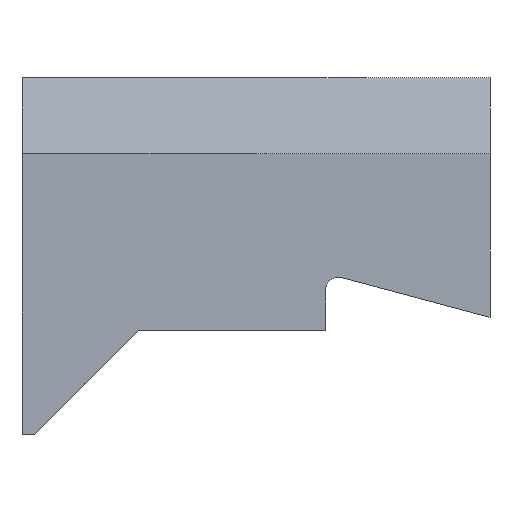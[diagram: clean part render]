
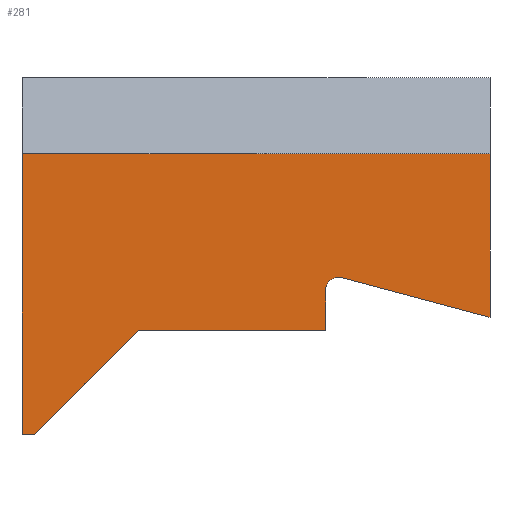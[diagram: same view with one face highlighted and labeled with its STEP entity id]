
A CAD part, front view. The second image highlights one B-rep face of the part: STEP entity #281.
In plain terms, the highlighted planar face has unit normal (0, -1, 0).
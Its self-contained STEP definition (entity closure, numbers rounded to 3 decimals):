
#281=ADVANCED_FACE('',(#330),#314,.F.);
#314=PLANE('',#915);
#330=FACE_OUTER_BOUND('',#358,.T.);
#358=EDGE_LOOP('',(#417,#418,#419,#420,#421,#422,#423,#424,#425));
#399=CIRCLE('',#914,0.5);
#417=ORIENTED_EDGE('',*,*,#665,.F.);
#418=ORIENTED_EDGE('',*,*,#666,.F.);
#419=ORIENTED_EDGE('',*,*,#667,.F.);
#420=ORIENTED_EDGE('',*,*,#668,.F.);
#421=ORIENTED_EDGE('',*,*,#669,.F.);
#422=ORIENTED_EDGE('',*,*,#670,.F.);
#423=ORIENTED_EDGE('',*,*,#671,.T.);
#424=ORIENTED_EDGE('',*,*,#672,.F.);
#425=ORIENTED_EDGE('',*,*,#673,.T.);
#603=VERTEX_POINT('',#1201);
#604=VERTEX_POINT('',#1202);
#605=VERTEX_POINT('',#1204);
#606=VERTEX_POINT('',#1206);
#607=VERTEX_POINT('',#1208);
#608=VERTEX_POINT('',#1210);
#609=VERTEX_POINT('',#1212);
#610=VERTEX_POINT('',#1214);
#611=VERTEX_POINT('',#1216);
#665=EDGE_CURVE('',#603,#604,#758,.T.);
#666=EDGE_CURVE('',#605,#603,#759,.T.);
#667=EDGE_CURVE('',#606,#605,#760,.T.);
#668=EDGE_CURVE('',#607,#606,#399,.T.);
#669=EDGE_CURVE('',#608,#607,#761,.T.);
#670=EDGE_CURVE('',#609,#608,#762,.T.);
#671=EDGE_CURVE('',#609,#610,#763,.T.);
#672=EDGE_CURVE('',#611,#610,#764,.T.);
#673=EDGE_CURVE('',#611,#604,#765,.T.);
#758=LINE('',#1200,#809);
#759=LINE('',#1203,#810);
#760=LINE('',#1205,#811);
#761=LINE('',#1209,#812);
#762=LINE('',#1211,#813);
#763=LINE('',#1213,#814);
#764=LINE('',#1215,#815);
#765=LINE('',#1217,#816);
#809=VECTOR('',#995,1.);
#810=VECTOR('',#996,1.);
#811=VECTOR('',#997,1.);
#812=VECTOR('',#1000,1.);
#813=VECTOR('',#1001,1.);
#814=VECTOR('',#1002,1.);
#815=VECTOR('',#1003,1.);
#816=VECTOR('',#1004,1.);
#914=AXIS2_PLACEMENT_3D('',#1207,#998,#999);
#915=AXIS2_PLACEMENT_3D('',#1218,#1005,#1006);
#995=DIRECTION('',(-0.707,0.,-0.707));
#996=DIRECTION('',(-1.,0.,0.));
#997=DIRECTION('',(0.,0.,-1.));
#998=DIRECTION('',(0.,-1.,0.));
#999=DIRECTION('',(0.259,0.,0.966));
#1000=DIRECTION('',(-0.966,0.,0.259));
#1001=DIRECTION('',(0.,0.,-1.));
#1002=DIRECTION('',(-1.,0.,0.));
#1003=DIRECTION('',(0.,0.,1.));
#1004=DIRECTION('',(1.,0.,0.));
#1005=DIRECTION('',(0.,1.,0.));
#1006=DIRECTION('',(1.,0.,0.));
#1200=CARTESIAN_POINT('',(-3.7,-50.,-10.));
#1201=CARTESIAN_POINT('',(-3.7,-50.,-10.));
#1202=CARTESIAN_POINT('',(-7.8,-50.,-14.1));
#1203=CARTESIAN_POINT('',(3.7,-50.,-10.));
#1204=CARTESIAN_POINT('',(3.7,-50.,-10.));
#1205=CARTESIAN_POINT('',(3.7,-50.,-8.384));
#1206=CARTESIAN_POINT('',(3.7,-50.,-8.384));
#1207=CARTESIAN_POINT('',(4.2,-50.,-8.384));
#1208=CARTESIAN_POINT('',(4.329,-50.,-7.901));
#1209=CARTESIAN_POINT('',(10.2,-50.,-9.474));
#1210=CARTESIAN_POINT('',(10.2,-50.,-9.474));
#1211=CARTESIAN_POINT('',(10.2,-50.,-3.));
#1212=CARTESIAN_POINT('',(10.2,-50.,-3.));
#1213=CARTESIAN_POINT('',(10.2,-50.,-3.));
#1214=CARTESIAN_POINT('',(-8.3,-50.,-3.));
#1215=CARTESIAN_POINT('',(-8.3,-50.,-14.1));
#1216=CARTESIAN_POINT('',(-8.3,-50.,-14.1));
#1217=CARTESIAN_POINT('',(-8.3,-50.,-14.1));
#1218=CARTESIAN_POINT('',(10.2,-50.,1.4));
